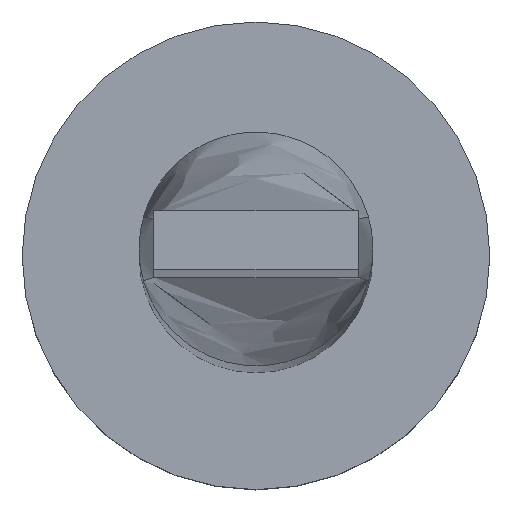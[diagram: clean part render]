
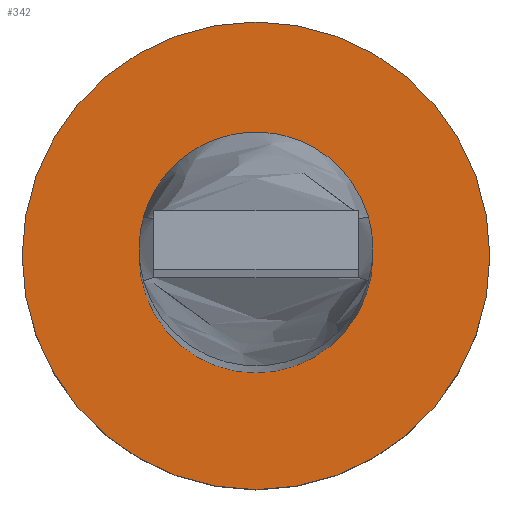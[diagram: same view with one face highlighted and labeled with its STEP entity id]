
A CAD part, top view. The second image highlights one B-rep face of the part: STEP entity #342.
In plain terms, the highlighted planar face has unit normal (0, 0, 1).
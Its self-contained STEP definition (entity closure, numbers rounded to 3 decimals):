
#4 = AXIS2_PLACEMENT_3D ( 'NONE', #160, #113, #525 ) ;
#10 = CARTESIAN_POINT ( 'NONE',  ( 4., 0., 3. ) ) ;
#23 = DIRECTION ( 'NONE',  ( 0., 0., 1. ) ) ;
#50 = CIRCLE ( 'NONE', #455, 2. ) ;
#65 = DIRECTION ( 'NONE',  ( 0., 0., 1. ) ) ;
#72 = VERTEX_POINT ( 'NONE', #517 ) ;
#99 = DIRECTION ( 'NONE',  ( 1., 0., 0. ) ) ;
#102 = DIRECTION ( 'NONE',  ( 1., 0., 0. ) ) ;
#106 = PLANE ( 'NONE',  #205 ) ;
#113 = DIRECTION ( 'NONE',  ( 0., 0., 1. ) ) ;
#129 = AXIS2_PLACEMENT_3D ( 'NONE', #144, #340, #519 ) ;
#141 = ORIENTED_EDGE ( 'NONE', *, *, #243, .F. ) ;
#144 = CARTESIAN_POINT ( 'NONE',  ( 0., 0., 3. ) ) ;
#148 = AXIS2_PLACEMENT_3D ( 'NONE', #283, #23, #419 ) ;
#160 = CARTESIAN_POINT ( 'NONE',  ( 0., 0., 3. ) ) ;
#202 = CARTESIAN_POINT ( 'NONE',  ( 2., 0., 3. ) ) ;
#205 = AXIS2_PLACEMENT_3D ( 'NONE', #288, #65, #102 ) ;
#225 = VERTEX_POINT ( 'NONE', #10 ) ;
#243 = EDGE_CURVE ( 'NONE', #433, #72, #494, .T. ) ;
#255 = CIRCLE ( 'NONE', #4, 4. ) ;
#270 = ORIENTED_EDGE ( 'NONE', *, *, #446, .T. ) ;
#275 = EDGE_CURVE ( 'NONE', #225, #299, #489, .T. ) ;
#283 = CARTESIAN_POINT ( 'NONE',  ( 0., 0., 3. ) ) ;
#288 = CARTESIAN_POINT ( 'NONE',  ( 0., 0., 3. ) ) ;
#299 = VERTEX_POINT ( 'NONE', #417 ) ;
#325 = CARTESIAN_POINT ( 'NONE',  ( 0., 0., 3. ) ) ;
#336 = FACE_OUTER_BOUND ( 'NONE', #522, .T. ) ;
#340 = DIRECTION ( 'NONE',  ( 0., 0., 1. ) ) ;
#342 = ADVANCED_FACE ( 'NONE', ( #513, #336 ), #106, .T. ) ;
#352 = EDGE_CURVE ( 'NONE', #72, #433, #50, .T. ) ;
#362 = EDGE_LOOP ( 'NONE', ( #387, #141 ) ) ;
#387 = ORIENTED_EDGE ( 'NONE', *, *, #352, .F. ) ;
#417 = CARTESIAN_POINT ( 'NONE',  ( -4., 0., 3. ) ) ;
#419 = DIRECTION ( 'NONE',  ( 1., 0., 0. ) ) ;
#433 = VERTEX_POINT ( 'NONE', #202 ) ;
#446 = EDGE_CURVE ( 'NONE', #299, #225, #255, .T. ) ;
#455 = AXIS2_PLACEMENT_3D ( 'NONE', #325, #465, #99 ) ;
#465 = DIRECTION ( 'NONE',  ( 0., 0., 1. ) ) ;
#489 = CIRCLE ( 'NONE', #148, 4. ) ;
#494 = CIRCLE ( 'NONE', #129, 2. ) ;
#513 = FACE_BOUND ( 'NONE', #362, .T. ) ;
#517 = CARTESIAN_POINT ( 'NONE',  ( -2., 0., 3. ) ) ;
#519 = DIRECTION ( 'NONE',  ( 1., 0., 0. ) ) ;
#522 = EDGE_LOOP ( 'NONE', ( #270, #577 ) ) ;
#525 = DIRECTION ( 'NONE',  ( 1., 0., 0. ) ) ;
#577 = ORIENTED_EDGE ( 'NONE', *, *, #275, .T. ) ;
